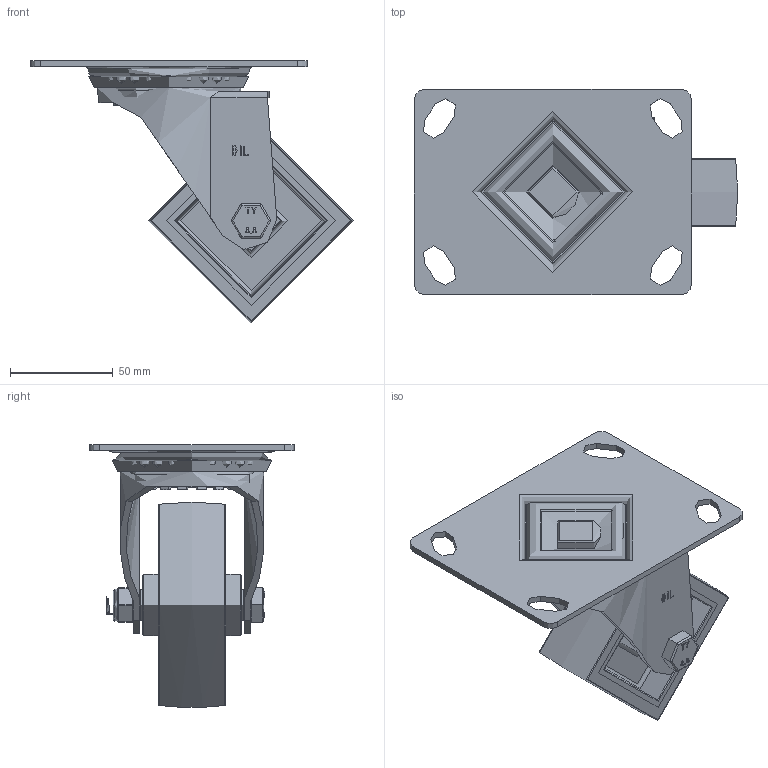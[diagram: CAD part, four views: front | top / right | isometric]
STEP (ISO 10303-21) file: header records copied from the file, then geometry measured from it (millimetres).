
FILE_DESCRIPTION(/* description */ (''),/* implementation_level */ '2;1');
FILE_NAME(/* name */ 'BZEH100NPLP.step',/* time_stamp */ '2025-06-04T16:12:01+01:00',/* author */ (''),/* organization */ (''),/* preprocessor_version */ 'ST-DEVELOPER v20.1',/* originating_system */ 'Autodesk Translation Framework v14.10.0.0',/* authorisation */ '');
FILE_SCHEMA (('AUTOMOTIVE_DESIGN { 1 0 10303 214 3 1 1 }'));
Length unit declared in the file: millimetre
Products named in the file (19): BZEH100NPLP; BZEH100ASLP v1; ZINC PLATED, PRESSED STEEL TOP PLATE; ZINC PLATED, PRESSED STEEL TOP PLATE Geometry; Pattern; Component2; ZINC PLATED, PRESSED STEEL FORKS; BEARING SEAL; BZH100WNP61 v1; POLYURETHANE TYRE; NYLON RIM; TUBEM15X50 v1; ZINC PLATED AXLE TUBE; HEXBOLTM10X70Z8.8 v2; GRADE 8.8 THREADED ZINC PLATED BOLT; NYLOCM10Z v1; NYLOC NUT; RUBBER; NUT
Assembly tree (37 placements, depth 5):
  BZEH100NPLP
    BZEH100ASLP v1
      ZINC PLATED, PRESSED STEEL TOP PLATE
        ZINC PLATED, PRESSED STEEL TOP PLATE Geometry
        Pattern
          Component2  x20
      ZINC PLATED, PRESSED STEEL FORKS
      BEARING SEAL
    BZH100WNP61 v1
      POLYURETHANE TYRE
      NYLON RIM
    TUBEM15X50 v1
      ZINC PLATED AXLE TUBE
    HEXBOLTM10X70Z8.8 v2
      GRADE 8.8 THREADED ZINC PLATED BOLT
    NYLOCM10Z v1
      NYLOC NUT
        RUBBER
        NUT
Bounding box: 157.5 x 100 x 127.89 mm (x, y, z)
Volume: 272390.2 mm3; surface area: 129628.5 mm2
Topology: 29 solids, 29 shells, 485 faces, 1196 edges, 757 vertices
Faces by surface type: plane 237, cylinder 110, bspline 53, torus 42, sphere 32, cone 11
Full cylindrical faces by diameter (mm): 8.141 x18, 9.85 x19, 10 x3, 10.2 x2, 10.5 x1, 12 x2, 15 x1, 15.4 x1, 16 x2, 21 x1, 25 x2, 30 x3, 54 x1, 64 x1, 70 x1, 82 x2
Entity records: 22339 total; most frequent: CARTESIAN_POINT 11020, ORIENTED_EDGE 2274, DIRECTION 2194, EDGE_CURVE 1137, AXIS2_PLACEMENT_3D 820, VERTEX_POINT 719, LINE 554, VECTOR 554
